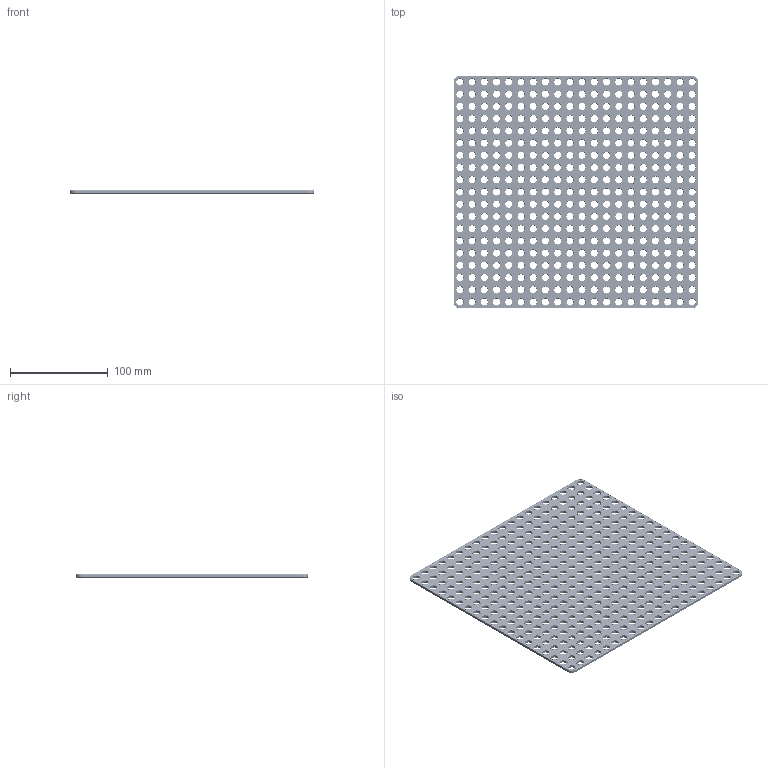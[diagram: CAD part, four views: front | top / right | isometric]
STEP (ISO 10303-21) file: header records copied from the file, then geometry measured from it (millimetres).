
FILE_DESCRIPTION(('FreeCAD Model'),'2;1');
FILE_NAME('Open CASCADE Shape Model','2024-10-09T01:52:42',(''),(''), 'Open CASCADE STEP processor 7.7','FreeCAD','Unknown');
FILE_SCHEMA(('AUTOMOTIVE_DESIGN { 1 0 10303 214 1 1 1 1 }'));
Products named in the file (1): Plate RCT CRNR BU20x19x00.25 - SPN-PLT-0255 (stemfie.org)
Bounding box: 250 x 237.5 x 3.12 mm (x, y, z)
Volume: 132219.2 mm3; surface area: 117764.7 mm2
Topology: 1 solids, 1 shells, 2395 faces, 5170 edges, 3188 vertices
Faces by surface type: cylinder 768, cone 768, plane 707, extrusion 152
Full cylindrical faces by diameter (mm): 7 x380, 9.2 x380
Entity records: 67022 total; most frequent: CARTESIAN_POINT 11982, DIRECTION 11810, ORIENTED_EDGE 10340, EDGE_CURVE 5170, AXIS2_PLACEMENT_3D 4548, FACE_BOUND 3566, EDGE_LOOP 3566, VERTEX_POINT 3188
